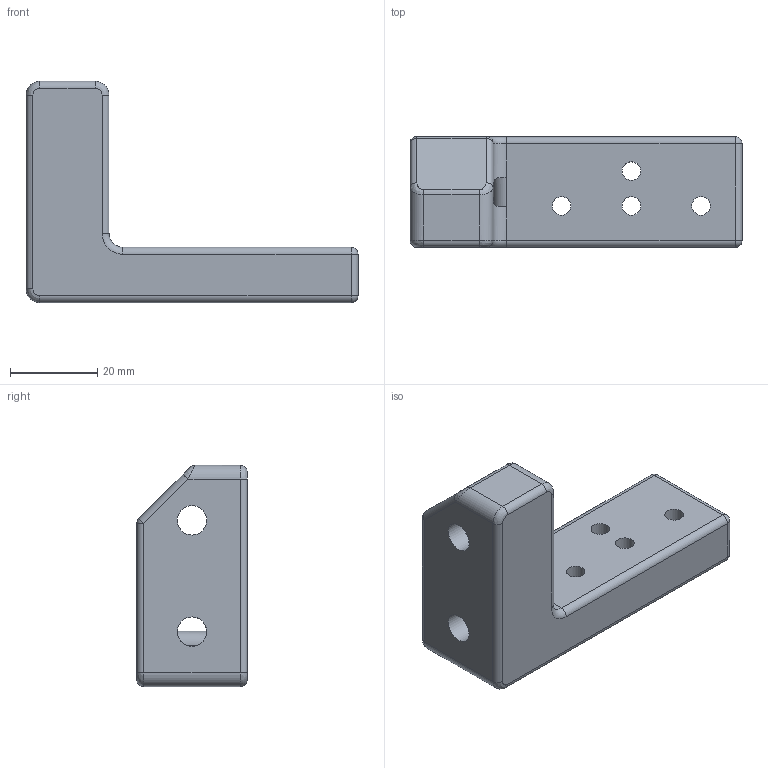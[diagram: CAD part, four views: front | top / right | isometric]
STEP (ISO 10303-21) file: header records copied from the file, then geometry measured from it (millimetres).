
FILE_DESCRIPTION(/* description */ (''),/* implementation_level */ '2;1');
FILE_NAME(/* name */ 'EL2-040.stp',/* time_stamp */ '2025-03-01T13:12:14-05:00',/* author */ ('slick'),/* organization */ (''),/* preprocessor_version */ 'ST-DEVELOPER v19.2',/* originating_system */ 'Autodesk Inventor 2023',/* authorisation */ '');
FILE_SCHEMA (('AUTOMOTIVE_DESIGN { 1 0 10303 214 3 1 1 }'));
Length unit declared in the file: inch
Products named in the file (1): EL2-040
Bounding box: 76.2 x 25.4 x 50.8 mm (x, y, z)
Volume: 39020.1 mm3; surface area: 10326.5 mm2
Topology: 1 solids, 1 shells, 53 faces, 120 edges, 68 vertices
Faces by surface type: cylinder 29, plane 10, bspline 6, sphere 6, torus 2
Full cylindrical faces by diameter (mm): 4.25 x4, 6.75 x2
Entity records: 1646 total; most frequent: CARTESIAN_POINT 379, DIRECTION 276, ORIENTED_EDGE 240, EDGE_CURVE 120, AXIS2_PLACEMENT_3D 112, VERTEX_POINT 68, EDGE_LOOP 64, CIRCLE 60
